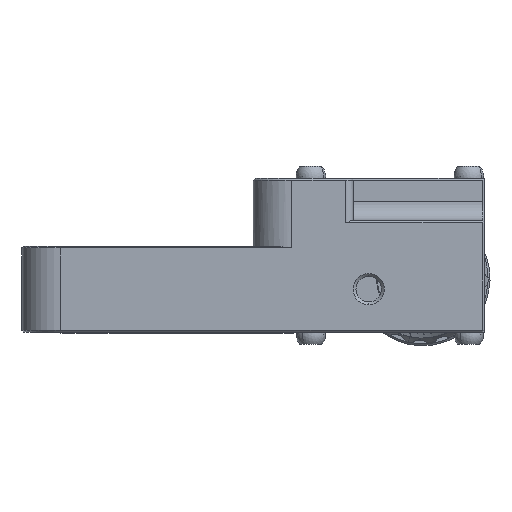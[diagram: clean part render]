
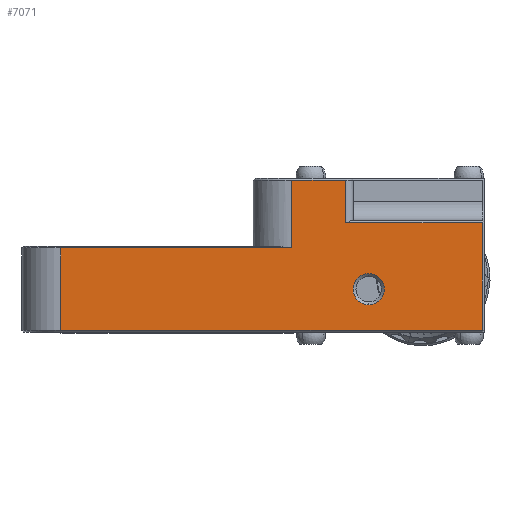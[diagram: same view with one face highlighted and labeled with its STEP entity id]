
A CAD part, front view. The second image highlights one B-rep face of the part: STEP entity #7071.
In plain terms, the highlighted planar face has unit normal (0, -1, 0).
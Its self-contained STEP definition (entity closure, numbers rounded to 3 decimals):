
#171 = LINE ( 'NONE', #35958, #45942 ) ;
#335 = VERTEX_POINT ( 'NONE', #22502 ) ;
#1446 = EDGE_CURVE ( 'NONE', #335, #43473, #46988, .T. ) ;
#1819 = CARTESIAN_POINT ( 'NONE',  ( -20., -20., 5.6 ) ) ;
#2147 = CARTESIAN_POINT ( 'NONE',  ( 15., -20., 14.15 ) ) ;
#2297 = ORIENTED_EDGE ( 'NONE', *, *, #35982, .T. ) ;
#2353 = VERTEX_POINT ( 'NONE', #37131 ) ;
#2392 = ORIENTED_EDGE ( 'NONE', *, *, #41279, .T. ) ;
#2430 = PLANE ( 'NONE',  #6581 ) ;
#2565 = DIRECTION ( 'NONE',  ( 0., 0., 1. ) ) ;
#2964 = ORIENTED_EDGE ( 'NONE', *, *, #37189, .T. ) ;
#3382 = VERTEX_POINT ( 'NONE', #31364 ) ;
#3502 = EDGE_CURVE ( 'NONE', #10119, #13343, #44805, .T. ) ;
#4250 = CARTESIAN_POINT ( 'NONE',  ( 15., -20., 14.15 ) ) ;
#4498 = VECTOR ( 'NONE', #24905, 1000. ) ;
#4508 = DIRECTION ( 'NONE',  ( 0., 0., -1. ) ) ;
#4746 = CIRCLE ( 'NONE', #17477, 2.025 ) ;
#5154 = VERTEX_POINT ( 'NONE', #44042 ) ;
#6319 = VECTOR ( 'NONE', #2565, 1000. ) ;
#6384 = CARTESIAN_POINT ( 'NONE',  ( 25., -20., 2.025 ) ) ;
#6581 = AXIS2_PLACEMENT_3D ( 'NONE', #1819, #42460, #9620 ) ;
#6592 = DIRECTION ( 'NONE',  ( 0., -1., 0. ) ) ;
#7071 = ADVANCED_FACE ( 'NONE', ( #19294, #22776 ), #2430, .F. ) ;
#7166 = DIRECTION ( 'NONE',  ( 0., 0., -1. ) ) ;
#8389 = VECTOR ( 'NONE', #4508, 1000. ) ;
#8589 = VECTOR ( 'NONE', #46587, 1000. ) ;
#9587 = ORIENTED_EDGE ( 'NONE', *, *, #3502, .F. ) ;
#9620 = DIRECTION ( 'NONE',  ( 0., 0., 1. ) ) ;
#9764 = VECTOR ( 'NONE', #37158, 1000. ) ;
#10119 = VERTEX_POINT ( 'NONE', #18230 ) ;
#10180 = VERTEX_POINT ( 'NONE', #29672 ) ;
#10278 = DIRECTION ( 'NONE',  ( 0., 0., -1. ) ) ;
#10358 = DIRECTION ( 'NONE',  ( 0., 0., 1. ) ) ;
#13343 = VERTEX_POINT ( 'NONE', #2147 ) ;
#14625 = CARTESIAN_POINT ( 'NONE',  ( 25., -20., 0. ) ) ;
#15049 = ORIENTED_EDGE ( 'NONE', *, *, #30478, .F. ) ;
#15790 = EDGE_CURVE ( 'NONE', #5154, #46095, #45266, .T. ) ;
#16740 = ORIENTED_EDGE ( 'NONE', *, *, #1446, .T. ) ;
#16823 = ORIENTED_EDGE ( 'NONE', *, *, #19036, .T. ) ;
#17477 = AXIS2_PLACEMENT_3D ( 'NONE', #14625, #17853, #7166 ) ;
#17667 = LINE ( 'NONE', #39681, #4498 ) ;
#17853 = DIRECTION ( 'NONE',  ( 0., -1., 0. ) ) ;
#18208 = VECTOR ( 'NONE', #26696, 1000. ) ;
#18230 = CARTESIAN_POINT ( 'NONE',  ( 15., -20., 5.35 ) ) ;
#19001 = CARTESIAN_POINT ( 'NONE',  ( -15., -20., 5.35 ) ) ;
#19036 = EDGE_CURVE ( 'NONE', #10180, #2353, #33034, .T. ) ;
#19294 = FACE_BOUND ( 'NONE', #40633, .T. ) ;
#21006 = EDGE_CURVE ( 'NONE', #43473, #33417, #39577, .T. ) ;
#21858 = CARTESIAN_POINT ( 'NONE',  ( -15., -20., 5.6 ) ) ;
#22502 = CARTESIAN_POINT ( 'NONE',  ( 39.75, -20., -5.35 ) ) ;
#22776 = FACE_OUTER_BOUND ( 'NONE', #39969, .T. ) ;
#23341 = ORIENTED_EDGE ( 'NONE', *, *, #21006, .T. ) ;
#24048 = AXIS2_PLACEMENT_3D ( 'NONE', #29052, #6592, #10278 ) ;
#24393 = CARTESIAN_POINT ( 'NONE',  ( 39.75, -20., 8.65 ) ) ;
#24733 = CARTESIAN_POINT ( 'NONE',  ( 22., -20., 8.65 ) ) ;
#24905 = DIRECTION ( 'NONE',  ( 1., 0., 0. ) ) ;
#26696 = DIRECTION ( 'NONE',  ( -1., 0., 0. ) ) ;
#28594 = LINE ( 'NONE', #19001, #18208 ) ;
#28707 = CARTESIAN_POINT ( 'NONE',  ( -20., -20., 8.65 ) ) ;
#29052 = CARTESIAN_POINT ( 'NONE',  ( 25., -20., 0. ) ) ;
#29672 = CARTESIAN_POINT ( 'NONE',  ( -15., -20., 5.35 ) ) ;
#30478 = EDGE_CURVE ( 'NONE', #46095, #5154, #4746, .T. ) ;
#31364 = CARTESIAN_POINT ( 'NONE',  ( 22., -20., 14.15 ) ) ;
#31734 = CARTESIAN_POINT ( 'NONE',  ( 39.75, -20., 5.6 ) ) ;
#33034 = LINE ( 'NONE', #21858, #8389 ) ;
#33417 = VERTEX_POINT ( 'NONE', #24733 ) ;
#35608 = LINE ( 'NONE', #4250, #9764 ) ;
#35686 = VECTOR ( 'NONE', #10358, 1000. ) ;
#35874 = CARTESIAN_POINT ( 'NONE',  ( 15., -20., -6.062 ) ) ;
#35958 = CARTESIAN_POINT ( 'NONE',  ( 22., -20., 14.4 ) ) ;
#35982 = EDGE_CURVE ( 'NONE', #10119, #10180, #28594, .T. ) ;
#37131 = CARTESIAN_POINT ( 'NONE',  ( -15., -20., -5.35 ) ) ;
#37158 = DIRECTION ( 'NONE',  ( -1., 0., 0. ) ) ;
#37189 = EDGE_CURVE ( 'NONE', #2353, #335, #17667, .T. ) ;
#37426 = ORIENTED_EDGE ( 'NONE', *, *, #15790, .F. ) ;
#38288 = ORIENTED_EDGE ( 'NONE', *, *, #42504, .T. ) ;
#39577 = LINE ( 'NONE', #28707, #8589 ) ;
#39681 = CARTESIAN_POINT ( 'NONE',  ( -20., -20., -5.35 ) ) ;
#39969 = EDGE_LOOP ( 'NONE', ( #2392, #38288, #9587, #2297, #16823, #2964, #16740, #23341 ) ) ;
#40633 = EDGE_LOOP ( 'NONE', ( #37426, #15049 ) ) ;
#41279 = EDGE_CURVE ( 'NONE', #33417, #3382, #171, .T. ) ;
#42460 = DIRECTION ( 'NONE',  ( 0., 1., 0. ) ) ;
#42504 = EDGE_CURVE ( 'NONE', #3382, #13343, #35608, .T. ) ;
#43473 = VERTEX_POINT ( 'NONE', #24393 ) ;
#44042 = CARTESIAN_POINT ( 'NONE',  ( 25., -20., -2.025 ) ) ;
#44805 = LINE ( 'NONE', #35874, #35686 ) ;
#45266 = CIRCLE ( 'NONE', #24048, 2.025 ) ;
#45942 = VECTOR ( 'NONE', #46292, 1000. ) ;
#46095 = VERTEX_POINT ( 'NONE', #6384 ) ;
#46292 = DIRECTION ( 'NONE',  ( 0., 0., 1. ) ) ;
#46587 = DIRECTION ( 'NONE',  ( -1., 0., 0. ) ) ;
#46988 = LINE ( 'NONE', #31734, #6319 ) ;
